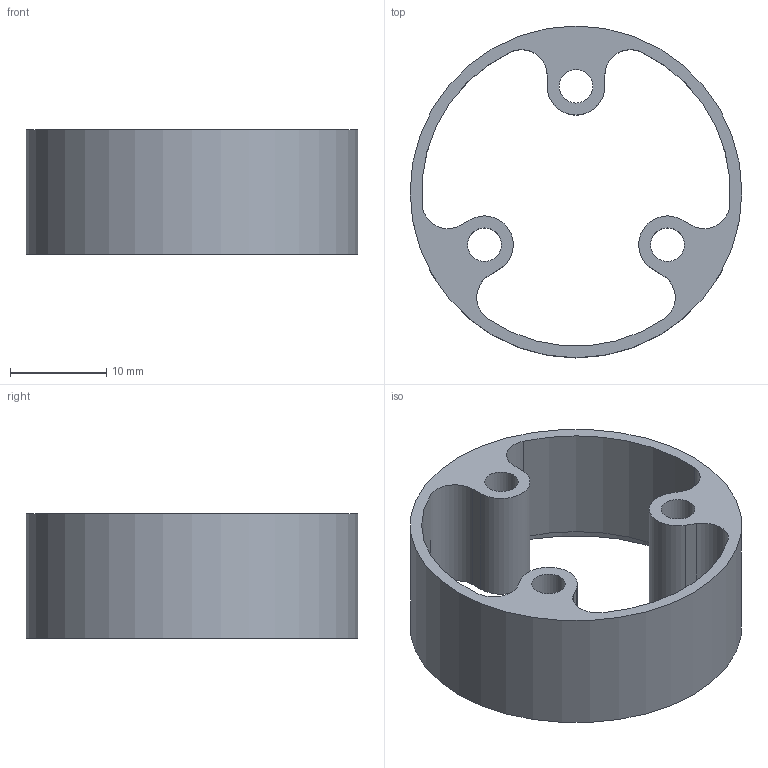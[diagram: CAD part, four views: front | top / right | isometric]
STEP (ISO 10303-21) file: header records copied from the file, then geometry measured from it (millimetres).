
FILE_DESCRIPTION(/* description */ ('STEP AP242','CAx-IF Rec.Pracs.---Representation and Presentation of Product Manufacturing Information (PMI)---4.0---2014-10-13','CAx-IF Rec.Pracs.---3D Tessellated Geometry---0.4---2014-09-14','2;1'),/* implementation_level */ '2;1');
FILE_NAME(/* name */ '63a4b1bba5a6a37e8e4a8b5e',/* time_stamp */ '2022-12-22T19:36:27+00:00',/* author */ (''),/* organization */ (''),/* preprocessor_version */ 'ST-DEVELOPER v18.102',/* originating_system */ ' ',/* authorisation */ ' ');
FILE_SCHEMA (('AP242_MANAGED_MODEL_BASED_3D_ENGINEERING_MIM_LF { 1 0 10303 442 1 1 4 }'));
Length unit declared in the file: metre
Products named in the file (1): Housing
Bounding box: 34.53 x 34.53 x 13 mm (x, y, z)
Volume: 3103.5 mm3; surface area: 3930.5 mm2
Topology: 1 solids, 1 shells, 26 faces, 72 edges, 49 vertices
Faces by surface type: cylinder 17, plane 9
Full cylindrical faces by diameter (mm): 3.5 x3, 32.93 x1, 34.53 x1
Entity records: 840 total; most frequent: DIRECTION 152, CARTESIAN_POINT 137, ORIENTED_EDGE 128, EDGE_CURVE 64, AXIS2_PLACEMENT_3D 61, VERTEX_POINT 46, EDGE_LOOP 40, FACE_BOUND 40
